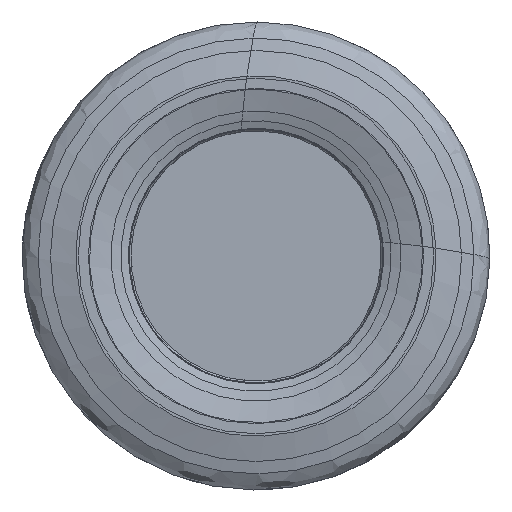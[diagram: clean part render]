
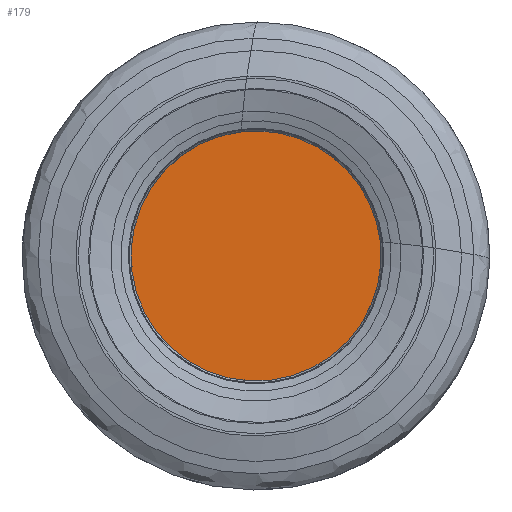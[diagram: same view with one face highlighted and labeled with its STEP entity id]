
A CAD part, left-side view. The second image highlights one B-rep face of the part: STEP entity #179.
In plain terms, the highlighted planar face has unit normal (-1, 0, 0).
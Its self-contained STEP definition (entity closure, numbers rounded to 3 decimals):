
#45=PLANE('',#968);
#179=ADVANCED_FACE('',(#289),#45,.F.);
#289=FACE_OUTER_BOUND('',#345,.T.);
#345=EDGE_LOOP('',(#633));
#422=CIRCLE('',#967,6.797);
#633=ORIENTED_EDGE('',*,*,#822,.T.);
#710=VERTEX_POINT('',#2122);
#822=EDGE_CURVE('',#710,#710,#422,.T.);
#967=AXIS2_PLACEMENT_3D('',#2121,#1170,#1171);
#968=AXIS2_PLACEMENT_3D('',#2123,#1172,#1173);
#1170=DIRECTION('',(-1.,0.,0.));
#1171=DIRECTION('',(0.,0.,1.));
#1172=DIRECTION('',(1.,0.,0.));
#1173=DIRECTION('',(0.,0.,-1.));
#2121=CARTESIAN_POINT('',(1.,0.,0.));
#2122=CARTESIAN_POINT('',(1.,0.,6.797));
#2123=CARTESIAN_POINT('',(1.,6.797,0.));
